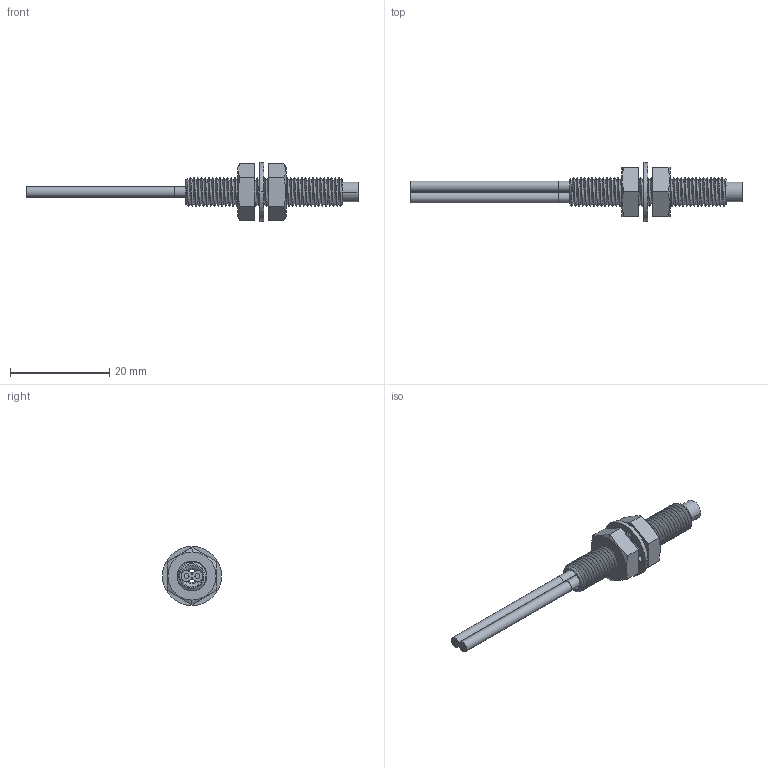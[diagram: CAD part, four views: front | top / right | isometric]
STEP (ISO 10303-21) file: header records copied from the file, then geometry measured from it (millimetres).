
FILE_DESCRIPTION((''),'2;1');
FILE_NAME('194004_ASM','2016-04-01T',('PDMAdmin'),(''),'PRO/ENGINEER BY PARAMETRIC TECHNOLOGY CORPORATION, 2013230','PRO/ENGINEER BY PARAMETRIC TECHNOLOGY CORPORATION, 2013230','');
FILE_SCHEMA(('CONFIG_CONTROL_DESIGN'));
Length unit declared in the file: inch
Products named in the file (9): 39484; 10147; FIBER_CORE_1MM; 10147_BARE_CORE67; 10147_ASM; 08395; 08398_M6X0_75_HEX_JAM_NUT_SS_; 32446_ASM; 194004_ASM
Assembly tree (11 placements, depth 4):
  194004_ASM
    32446_ASM
      39484
      10147_ASM
        10147
        FIBER_CORE_1MM  x2
        10147_BARE_CORE67  x2
      08395
      08398_M6X0_75_HEX_JAM_NUT_SS_  x2
Bounding box: 67.02 x 11.92 x 11.92 mm (x, y, z)
Volume: 1353 mm3; surface area: 3762.6 mm2
Topology: 9 solids, 9 shells, 316 faces, 796 edges, 499 vertices
Faces by surface type: cylinder 165, cone 64, plane 51, bspline 28, torus 8
Entity records: 15889 total; most frequent: CARTESIAN_POINT 9472, ORIENTED_EDGE 1384, DIRECTION 1198, EDGE_CURVE 692, AXIS2_PLACEMENT_3D 457, VERTEX_POINT 441, VECTOR 284, LINE 284
